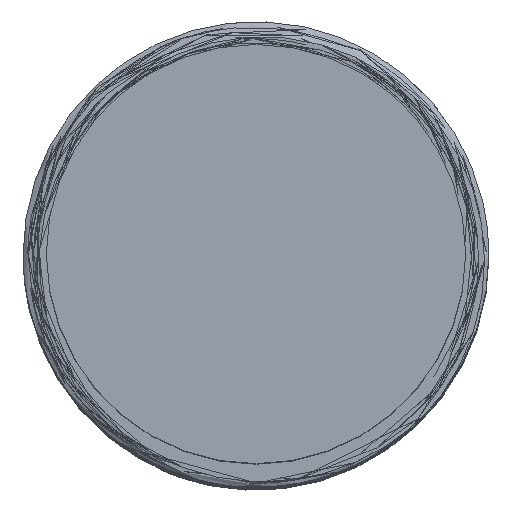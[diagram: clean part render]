
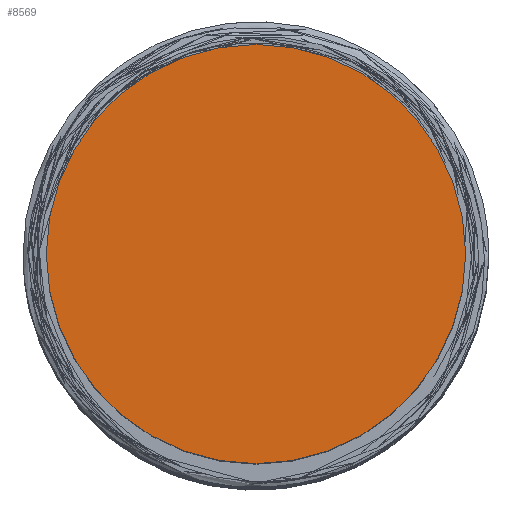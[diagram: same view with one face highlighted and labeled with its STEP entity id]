
A CAD part, top view. The second image highlights one B-rep face of the part: STEP entity #8569.
In plain terms, the highlighted planar face has unit normal (0, 0, 1).
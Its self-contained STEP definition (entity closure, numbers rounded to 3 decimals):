
#779 = DIRECTION ( 'NONE',  ( 0., 0., 1. ) ) ;
#1284 = ORIENTED_EDGE ( 'NONE', *, *, #1866, .T. ) ;
#1811 = CARTESIAN_POINT ( 'NONE',  ( -5.4, 0., 8. ) ) ;
#1866 = EDGE_CURVE ( 'NONE', #2666, #2970, #5098, .T. ) ;
#2666 = VERTEX_POINT ( 'NONE', #1811 ) ;
#2715 = FACE_OUTER_BOUND ( 'NONE', #5663, .T. ) ;
#2970 = VERTEX_POINT ( 'NONE', #6640 ) ;
#2972 = CARTESIAN_POINT ( 'NONE',  ( 0., 0., 8. ) ) ;
#3645 = PLANE ( 'NONE',  #3842 ) ;
#3691 = DIRECTION ( 'NONE',  ( 1., 0., 0. ) ) ;
#3741 = DIRECTION ( 'NONE',  ( 1., 0., 0. ) ) ;
#3842 = AXIS2_PLACEMENT_3D ( 'NONE', #2972, #7558, #3691 ) ;
#4601 = CIRCLE ( 'NONE', #6525, 5.4 ) ;
#4673 = DIRECTION ( 'NONE',  ( 0., 0., 1. ) ) ;
#4998 = AXIS2_PLACEMENT_3D ( 'NONE', #7767, #4673, #6197 ) ;
#5098 = CIRCLE ( 'NONE', #4998, 5.4 ) ;
#5663 = EDGE_LOOP ( 'NONE', ( #1284, #6627 ) ) ;
#6197 = DIRECTION ( 'NONE',  ( 1., 0., 0. ) ) ;
#6525 = AXIS2_PLACEMENT_3D ( 'NONE', #6771, #779, #3741 ) ;
#6627 = ORIENTED_EDGE ( 'NONE', *, *, #9429, .T. ) ;
#6640 = CARTESIAN_POINT ( 'NONE',  ( 5.4, 0., 8. ) ) ;
#6771 = CARTESIAN_POINT ( 'NONE',  ( 0., 0., 8. ) ) ;
#7558 = DIRECTION ( 'NONE',  ( 0., 0., 1. ) ) ;
#7767 = CARTESIAN_POINT ( 'NONE',  ( 0., 0., 8. ) ) ;
#8569 = ADVANCED_FACE ( 'NONE', ( #2715 ), #3645, .T. ) ;
#9429 = EDGE_CURVE ( 'NONE', #2970, #2666, #4601, .T. ) ;
